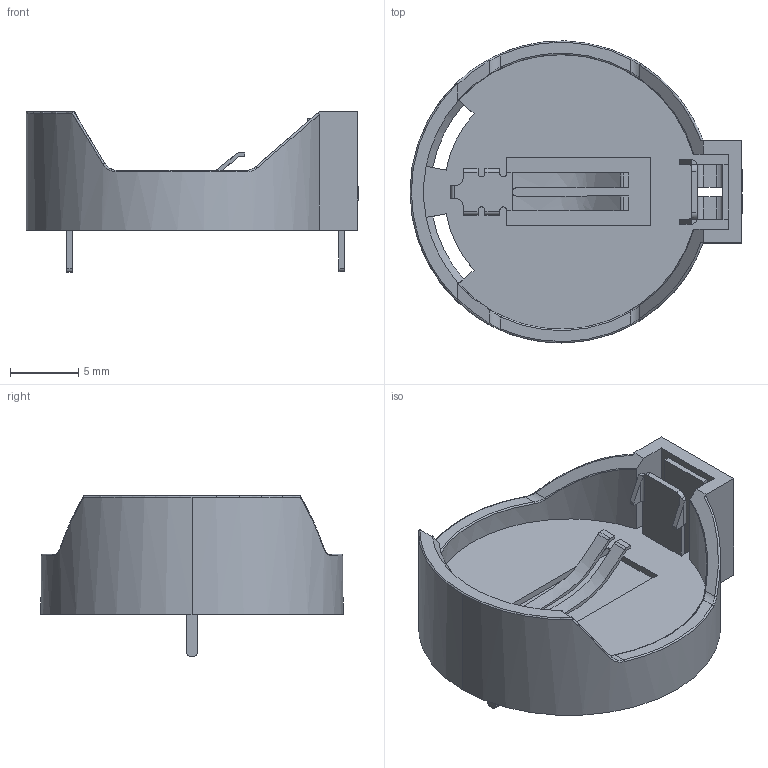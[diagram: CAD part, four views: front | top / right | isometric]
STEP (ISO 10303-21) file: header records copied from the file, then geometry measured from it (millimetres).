
FILE_DESCRIPTION (( 'STEP AP214' ), '1' );
FILE_NAME ('BAT-TH_BS-2-1.step', '2022-09-19T03:24:40', ( '' ), ( '' ), 'SwSTEP 2.0', 'SolidWorks 2020', '' );
FILE_SCHEMA (( 'AUTOMOTIVE_DESIGN' ));
Length unit declared in the file: millimetre
Products named in the file (1): BAT-TH_BS-2-1
Bounding box: 24.4 x 22.2 x 11.8 mm (x, y, z)
Volume: 1334.7 mm3; surface area: 1857.1 mm2
Topology: 2 solids, 2 shells, 407 faces, 1123 edges, 738 vertices
Faces by surface type: plane 230, bspline 118, cylinder 52, torus 5, cone 2
Entity records: 18432 total; most frequent: CARTESIAN_POINT 4319, ORIENTED_EDGE 2246, DIRECTION 1566, EDGE_CURVE 1123, VERTEX_POINT 738, VECTOR 736, LINE 736, EDGE_LOOP 431
